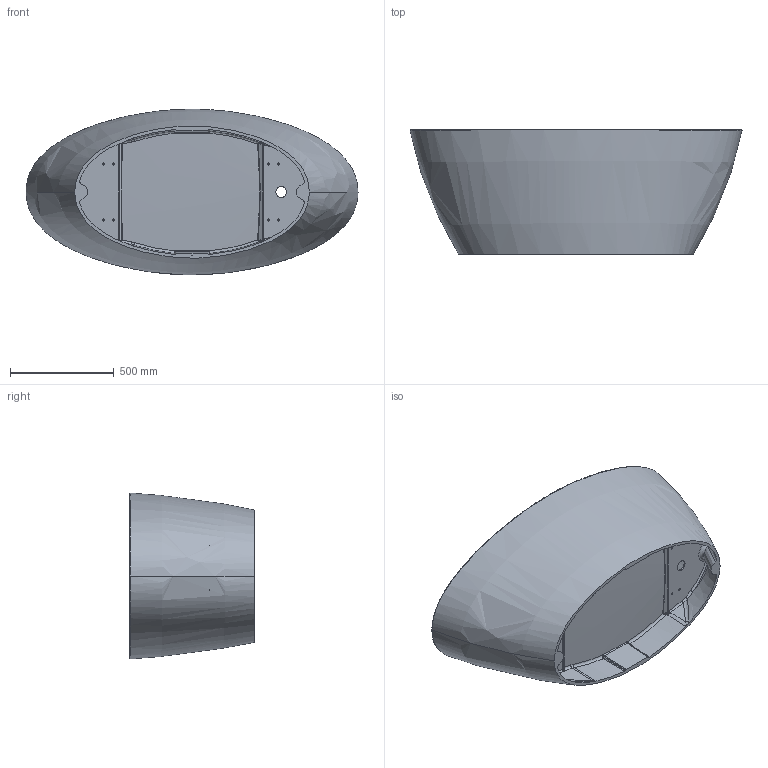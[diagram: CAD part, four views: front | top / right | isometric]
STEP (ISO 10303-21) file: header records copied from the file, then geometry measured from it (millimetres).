
FILE_DESCRIPTION(/* description */ (''),/* implementation_level */ '2;1');
FILE_NAME(/* name */ '25693f85-2cf7-4547-9a46-eb0723f5b715.stp',/* time_stamp */ '2019-04-03T10:03:36+00:00',/* author */ (''),/* organization */ (''),/* preprocessor_version */ 'ST-DEVELOPER v18',/* originating_system */ 'Autodesk Translation Framework v8.2.0.1029',/* authorisation */ '');
FILE_SCHEMA (('AUTOMOTIVE_DESIGN { 1 0 10303 214 3 1 1 }'));
Products named in the file (1): Siena WW
Bounding box: 1600.29 x 600 x 799.78 mm (x, y, z)
Volume: 47933336.8 mm3; surface area: 5416100.2 mm2
Topology: 1 solids, 1 shells, 169 faces, 424 edges, 255 vertices
Faces by surface type: bspline 117, plane 25, cylinder 21, cone 5, torus 1
Full cylindrical faces by diameter (mm): 10 x8, 52 x1
Entity records: 48313 total; most frequent: CARTESIAN_POINT 45086, ORIENTED_EDGE 824, DIRECTION 444, EDGE_CURVE 412, VERTEX_POINT 255, B_SPLINE_CURVE_WITH_KNOTS 220, AXIS2_PLACEMENT_3D 201, EDGE_LOOP 181
